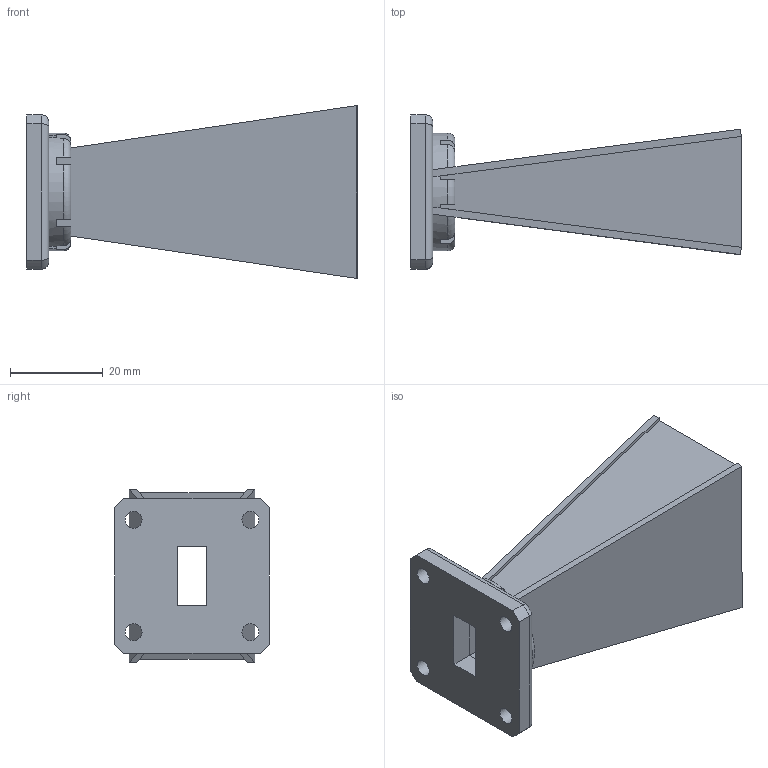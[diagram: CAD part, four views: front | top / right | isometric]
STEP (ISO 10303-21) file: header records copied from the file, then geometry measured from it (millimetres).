
FILE_DESCRIPTION (( 'STEP AP214' ), '1' );
FILE_NAME ('PE9853B-15.STEP', '2021-01-06T13:56:44', ( '' ), ( '' ), 'SwSTEP 2.0', 'SolidWorks 2018', '' );
FILE_SCHEMA (( 'AUTOMOTIVE_DESIGN' ));
Length unit declared in the file: inch
Products named in the file (1): PE9853B-15
Bounding box: 71.37 x 33.32 x 37.39 mm (x, y, z)
Volume: 14871.8 mm3; surface area: 14747.3 mm2
Topology: 1 solids, 1 shells, 105 faces, 279 edges, 176 vertices
Faces by surface type: plane 77, cylinder 16, torus 12
Full cylindrical faces by diameter (mm): 3.658 x4
Entity records: 3473 total; most frequent: CARTESIAN_POINT 861, ORIENTED_EDGE 550, DIRECTION 503, EDGE_CURVE 275, LINE 195, VECTOR 195, VERTEX_POINT 176, AXIS2_PLACEMENT_3D 154
